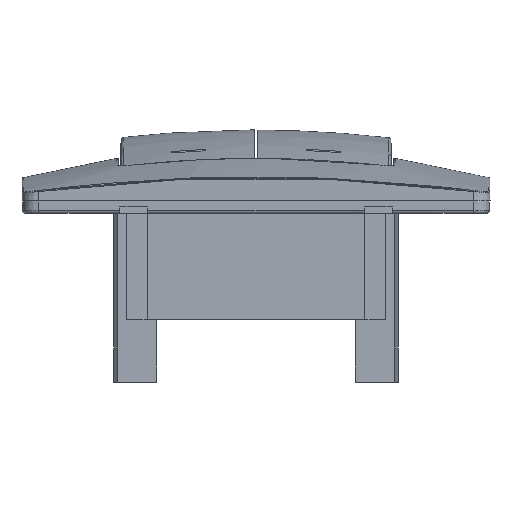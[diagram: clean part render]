
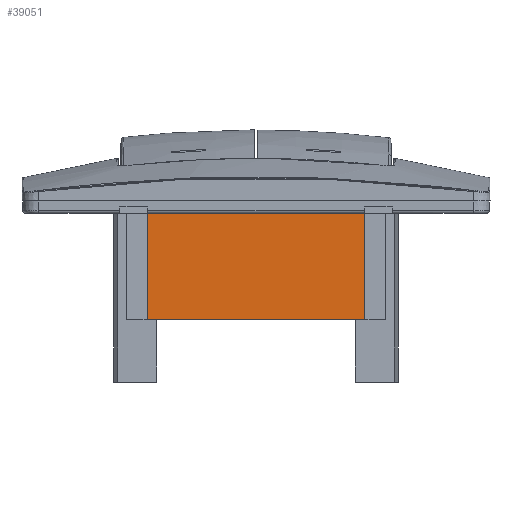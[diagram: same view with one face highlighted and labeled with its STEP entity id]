
A CAD part, front view. The second image highlights one B-rep face of the part: STEP entity #39051.
In plain terms, the highlighted planar face has unit normal (0, -1, 0).
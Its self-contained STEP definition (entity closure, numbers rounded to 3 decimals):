
#27 = CARTESIAN_POINT ( 'NONE',  ( -20.015, -20.888, 0. ) ) ;
#2612 = CARTESIAN_POINT ( 'NONE',  ( -20.015, -20.888, -6.5 ) ) ;
#3218 = VERTEX_POINT ( 'NONE', #26535 ) ;
#3468 = CARTESIAN_POINT ( 'NONE',  ( -20.015, -20.888, -19.5 ) ) ;
#3759 = CARTESIAN_POINT ( 'NONE',  ( 20.015, -20.888, 0. ) ) ;
#3921 = CARTESIAN_POINT ( 'NONE',  ( 20.015, -20.888, -19.5 ) ) ;
#4053 = CARTESIAN_POINT ( 'NONE',  ( 6.672, -20.888, -19.5 ) ) ;
#5993 = PLANE ( 'NONE',  #14873 ) ;
#7385 = CARTESIAN_POINT ( 'NONE',  ( 20.015, -20.888, 0. ) ) ;
#7708 = CARTESIAN_POINT ( 'NONE',  ( -6.672, -20.888, 0. ) ) ;
#10137 = ORIENTED_EDGE ( 'NONE', *, *, #43054, .T. ) ;
#10159 = EDGE_CURVE ( 'NONE', #27264, #35364, #14897, .T. ) ;
#10486 = B_SPLINE_CURVE_WITH_KNOTS ( 'NONE', 3,
 ( #32356, #2612, #47467, #40779 ),
 .UNSPECIFIED., .F., .F.,
 ( 4, 4 ),
 ( 0., 1. ),
 .UNSPECIFIED. ) ;
#10614 = CARTESIAN_POINT ( 'NONE',  ( 20.015, -20.888, -6.5 ) ) ;
#13896 = EDGE_CURVE ( 'NONE', #3218, #41075, #38542, .T. ) ;
#14873 = AXIS2_PLACEMENT_3D ( 'NONE', #43885, #47359, #17375 ) ;
#14897 = B_SPLINE_CURVE_WITH_KNOTS ( 'NONE', 3,
 ( #26615, #29829, #4053, #26375 ),
 .UNSPECIFIED., .F., .F.,
 ( 4, 4 ),
 ( 0., 1. ),
 .UNSPECIFIED. ) ;
#17375 = DIRECTION ( 'NONE',  ( 0., 0., -1. ) ) ;
#18871 = CARTESIAN_POINT ( 'NONE',  ( 6.672, -20.888, 0. ) ) ;
#24518 = EDGE_LOOP ( 'NONE', ( #10137, #46234, #44407, #36262 ) ) ;
#26375 = CARTESIAN_POINT ( 'NONE',  ( 20.015, -20.888, -19.5 ) ) ;
#26535 = CARTESIAN_POINT ( 'NONE',  ( 20.015, -20.888, 0. ) ) ;
#26615 = CARTESIAN_POINT ( 'NONE',  ( -20.015, -20.888, -19.5 ) ) ;
#27264 = VERTEX_POINT ( 'NONE', #3468 ) ;
#29190 = CARTESIAN_POINT ( 'NONE',  ( 20.015, -20.888, -19.5 ) ) ;
#29829 = CARTESIAN_POINT ( 'NONE',  ( -6.672, -20.888, -19.5 ) ) ;
#30173 = CARTESIAN_POINT ( 'NONE',  ( 20.015, -20.888, -13. ) ) ;
#32356 = CARTESIAN_POINT ( 'NONE',  ( -20.015, -20.888, 0. ) ) ;
#35364 = VERTEX_POINT ( 'NONE', #29190 ) ;
#36262 = ORIENTED_EDGE ( 'NONE', *, *, #10159, .T. ) ;
#38542 = B_SPLINE_CURVE_WITH_KNOTS ( 'NONE', 3,
 ( #3759, #18871, #7708, #27 ),
 .UNSPECIFIED., .F., .F.,
 ( 4, 4 ),
 ( 0., 1. ),
 .UNSPECIFIED. ) ;
#39051 = ADVANCED_FACE ( 'NONE', ( #47845 ), #5993, .T. ) ;
#40779 = CARTESIAN_POINT ( 'NONE',  ( -20.015, -20.888, -19.5 ) ) ;
#40837 = CARTESIAN_POINT ( 'NONE',  ( -20.015, -20.888, 0. ) ) ;
#41075 = VERTEX_POINT ( 'NONE', #40837 ) ;
#43054 = EDGE_CURVE ( 'NONE', #35364, #3218, #47151, .T. ) ;
#43885 = CARTESIAN_POINT ( 'NONE',  ( 15.323, -20.888, 0. ) ) ;
#44407 = ORIENTED_EDGE ( 'NONE', *, *, #47976, .T. ) ;
#46234 = ORIENTED_EDGE ( 'NONE', *, *, #13896, .T. ) ;
#47151 = B_SPLINE_CURVE_WITH_KNOTS ( 'NONE', 3,
 ( #3921, #30173, #10614, #7385 ),
 .UNSPECIFIED., .F., .F.,
 ( 4, 4 ),
 ( 0., 1. ),
 .UNSPECIFIED. ) ;
#47359 = DIRECTION ( 'NONE',  ( 0., -1., 0. ) ) ;
#47467 = CARTESIAN_POINT ( 'NONE',  ( -20.015, -20.888, -13. ) ) ;
#47845 = FACE_OUTER_BOUND ( 'NONE', #24518, .T. ) ;
#47976 = EDGE_CURVE ( 'NONE', #41075, #27264, #10486, .T. ) ;
